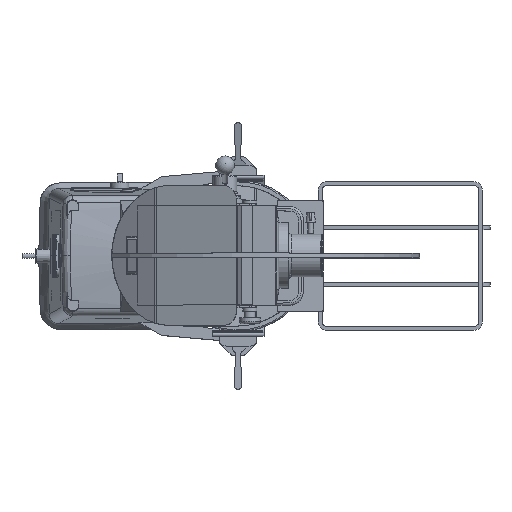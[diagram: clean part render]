
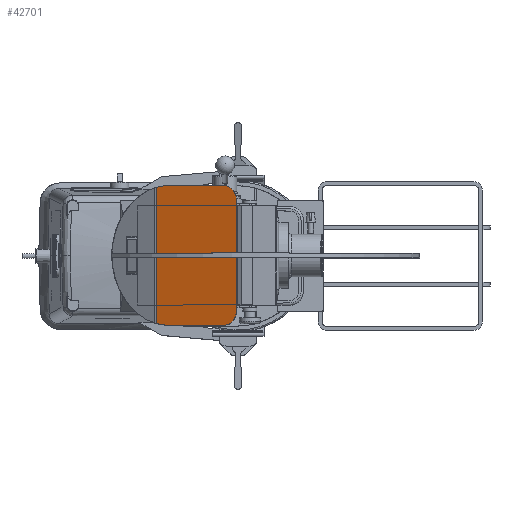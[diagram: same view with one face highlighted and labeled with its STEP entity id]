
A CAD part, top view. The second image highlights one B-rep face of the part: STEP entity #42701.
In plain terms, the highlighted planar face has unit normal (-0.382, 0, 0.924).
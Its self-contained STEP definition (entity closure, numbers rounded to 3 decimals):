
#450=ELLIPSE('',#44888,153.425,150.);
#451=ELLIPSE('',#44891,153.425,150.);
#1653=LINE('',#63518,#5049);
#1654=LINE('',#63523,#5050);
#1655=LINE('',#63527,#5051);
#1656=LINE('',#63531,#5052);
#5049=VECTOR('',#49292,1000.);
#5050=VECTOR('',#49295,1000.);
#5051=VECTOR('',#49298,1000.);
#5052=VECTOR('',#49301,1000.);
#7627=PLANE('',#44887);
#13101=ORIENTED_EDGE('',*,*,#20683,.F.);
#13102=ORIENTED_EDGE('',*,*,#20684,.T.);
#13103=ORIENTED_EDGE('',*,*,#20685,.T.);
#13104=ORIENTED_EDGE('',*,*,#20686,.T.);
#13105=ORIENTED_EDGE('',*,*,#20687,.T.);
#13106=ORIENTED_EDGE('',*,*,#20688,.T.);
#13107=ORIENTED_EDGE('',*,*,#20689,.F.);
#13108=ORIENTED_EDGE('',*,*,#20690,.T.);
#20683=EDGE_CURVE('',#24745,#24746,#1653,.T.);
#20684=EDGE_CURVE('',#24745,#24747,#450,.T.);
#20685=EDGE_CURVE('',#24747,#24748,#1654,.T.);
#20686=EDGE_CURVE('',#24748,#24749,#26809,.T.);
#20687=EDGE_CURVE('',#24749,#24750,#1655,.T.);
#20688=EDGE_CURVE('',#24750,#24751,#26810,.T.);
#20689=EDGE_CURVE('',#24752,#24751,#1656,.T.);
#20690=EDGE_CURVE('',#24752,#24746,#451,.T.);
#24745=VERTEX_POINT('',#63519);
#24746=VERTEX_POINT('',#63520);
#24747=VERTEX_POINT('',#63522);
#24748=VERTEX_POINT('',#63524);
#24749=VERTEX_POINT('',#63526);
#24750=VERTEX_POINT('',#63528);
#24751=VERTEX_POINT('',#63530);
#24752=VERTEX_POINT('',#63532);
#26809=CIRCLE('',#44889,30.);
#26810=CIRCLE('',#44890,30.);
#27626=EDGE_LOOP('',(#13101,#13102,#13103,#13104,#13105,#13106,#13107,#13108));
#29404=FACE_BOUND('',#27626,.T.);
#42701=ADVANCED_FACE('',(#29404),#7627,.T.);
#44887=AXIS2_PLACEMENT_3D('',#63517,#49290,#49291);
#44888=AXIS2_PLACEMENT_3D('',#63521,#49293,#49294);
#44889=AXIS2_PLACEMENT_3D('',#63525,#49296,#49297);
#44890=AXIS2_PLACEMENT_3D('',#63529,#49299,#49300);
#44891=AXIS2_PLACEMENT_3D('',#63533,#49302,#49303);
#49290=DIRECTION('',(-0.382,0.,0.924));
#49291=DIRECTION('',(0.924,0.,0.382));
#49292=DIRECTION('',(0.,1.,0.));
#49293=DIRECTION('',(-0.382,0.,0.924));
#49294=DIRECTION('',(-0.924,0.,-0.382));
#49295=DIRECTION('',(0.924,0.,0.382));
#49296=DIRECTION('',(-0.382,0.,0.924));
#49297=DIRECTION('',(0.924,0.,0.382));
#49298=DIRECTION('',(0.,1.,0.));
#49299=DIRECTION('',(-0.382,0.,0.924));
#49300=DIRECTION('',(0.924,0.,0.382));
#49301=DIRECTION('',(0.924,0.,0.382));
#49302=DIRECTION('',(-0.382,0.,0.924));
#49303=DIRECTION('',(0.924,0.,0.382));
#63517=CARTESIAN_POINT('',(287.165,-148.5,940.479));
#63518=CARTESIAN_POINT('',(117.828,-148.5,870.467));
#63519=CARTESIAN_POINT('',(117.828,-144.222,870.467));
#63520=CARTESIAN_POINT('',(117.828,144.215,870.467));
#63521=CARTESIAN_POINT('',(151.448,1.5,884.367));
#63522=CARTESIAN_POINT('',(151.448,-148.5,884.367));
#63523=CARTESIAN_POINT('',(287.165,-148.5,940.479));
#63524=CARTESIAN_POINT('',(259.442,-148.5,929.017));
#63525=CARTESIAN_POINT('',(259.442,-118.5,929.017));
#63526=CARTESIAN_POINT('',(287.165,-118.5,940.479));
#63527=CARTESIAN_POINT('',(287.165,-148.5,940.479));
#63528=CARTESIAN_POINT('',(287.165,118.5,940.479));
#63529=CARTESIAN_POINT('',(259.442,118.5,929.017));
#63530=CARTESIAN_POINT('',(259.442,148.5,929.017));
#63531=CARTESIAN_POINT('',(287.165,148.5,940.479));
#63532=CARTESIAN_POINT('',(151.476,148.5,884.379));
#63533=CARTESIAN_POINT('',(151.476,-1.5,884.379));
